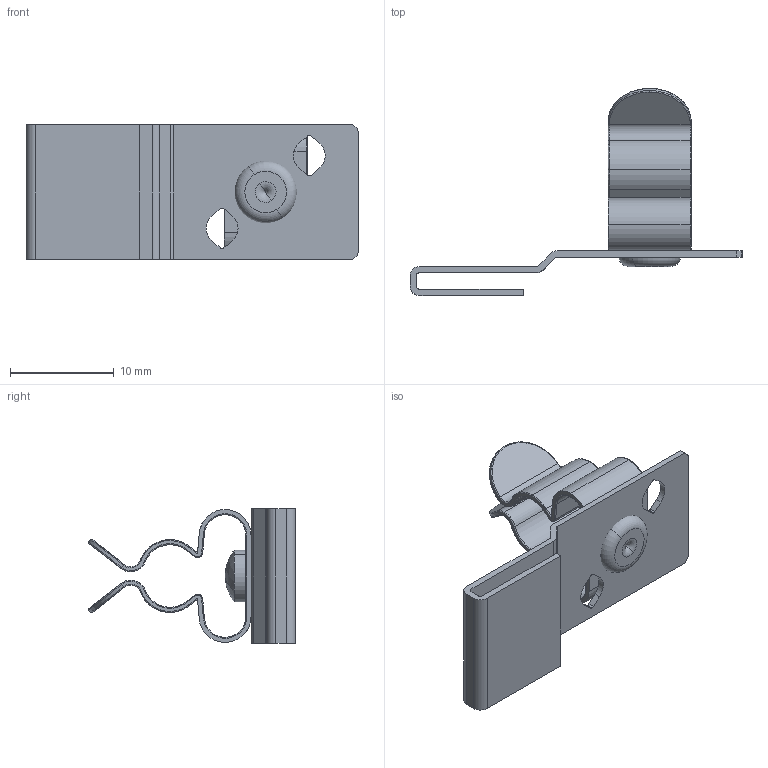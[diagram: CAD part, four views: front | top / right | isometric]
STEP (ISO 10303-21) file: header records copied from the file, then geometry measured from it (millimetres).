
FILE_DESCRIPTION (( 'STEP AP214' ), '1' );
FILE_NAME ('1025-142.STEP', '2024-03-21T09:10:22', ( '' ), ( '' ), 'SwSTEP 2.0', 'SolidWorks 2022', '' );
FILE_SCHEMA (( 'AUTOMOTIVE_DESIGN' ));
Length unit declared in the file: millimetre
Products named in the file (4): 1025-142; 1010-002.; 1025-004.Kunde; 3x1,5_1mm Blechstärke
Assembly tree (3 placements, depth 2):
  1025-142
    1025-004.Kunde
    3x1,5_1mm Blechstärke
    1010-002.
Bounding box: 31.99 x 19.94 x 13 mm (x, y, z)
Volume: 589.4 mm3; surface area: 2164.4 mm2
Topology: 3 solids, 3 shells, 367 faces, 981 edges, 631 vertices
Faces by surface type: plane 236, cylinder 80, bspline 45, torus 4, sphere 2
Entity records: 12287 total; most frequent: CARTESIAN_POINT 3120, ORIENTED_EDGE 1958, DIRECTION 1779, EDGE_CURVE 979, VECTOR 737, LINE 737, VERTEX_POINT 631, AXIS2_PLACEMENT_3D 521
